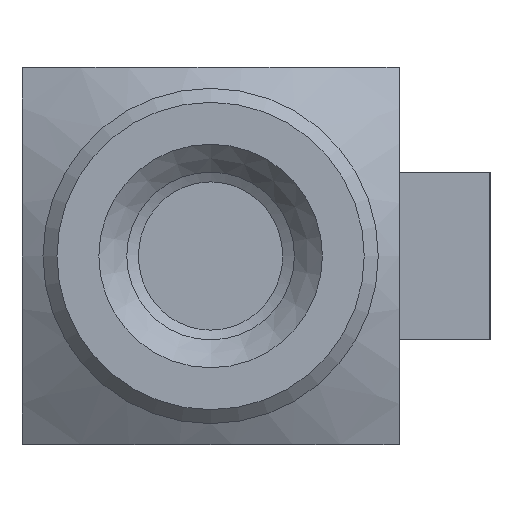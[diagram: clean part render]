
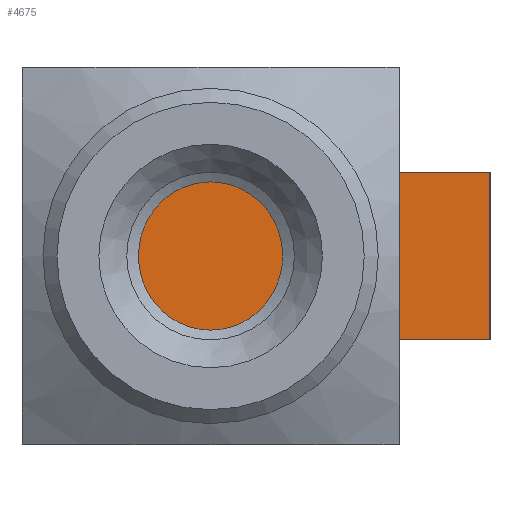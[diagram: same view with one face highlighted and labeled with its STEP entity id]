
A CAD part, left-side view. The second image highlights one B-rep face of the part: STEP entity #4675.
In plain terms, the highlighted planar face has unit normal (-1, 0, 0).
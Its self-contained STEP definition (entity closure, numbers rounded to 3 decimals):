
#3789 = PLANE('',#3790);
#3790 = AXIS2_PLACEMENT_3D('',#3791,#3792,#3793);
#3791 = CARTESIAN_POINT('',(-25.,-20.,0.));
#3792 = DIRECTION('',(0.,-1.,0.));
#3793 = DIRECTION('',(1.,0.,0.));
#3835 = VERTEX_POINT('',#3836);
#3836 = CARTESIAN_POINT('',(-25.,-20.,6.));
#3850 = PLANE('',#3851);
#3851 = AXIS2_PLACEMENT_3D('',#3852,#3853,#3854);
#3852 = CARTESIAN_POINT('',(0.,-4.,6.));
#3853 = DIRECTION('',(0.,0.,1.));
#3854 = DIRECTION('',(1.,0.,-0.));
#3862 = EDGE_CURVE('',#3835,#3863,#3865,.T.);
#3863 = VERTEX_POINT('',#3864);
#3864 = CARTESIAN_POINT('',(-25.,-20.,-6.));
#3865 = SURFACE_CURVE('',#3866,(#3870,#3877),.PCURVE_S1.);
#3866 = LINE('',#3867,#3868);
#3867 = CARTESIAN_POINT('',(-25.,-20.,0.));
#3868 = VECTOR('',#3869,1.);
#3869 = DIRECTION('',(0.,0.,-1.));
#3870 = PCURVE('',#3789,#3871);
#3871 = DEFINITIONAL_REPRESENTATION('',(#3872),#3876);
#3872 = LINE('',#3873,#3874);
#3873 = CARTESIAN_POINT('',(0.,0.));
#3874 = VECTOR('',#3875,1.);
#3875 = DIRECTION('',(0.,-1.));
#3876 = ( GEOMETRIC_REPRESENTATION_CONTEXT(2) 
PARAMETRIC_REPRESENTATION_CONTEXT() REPRESENTATION_CONTEXT('2D SPACE',''
  ) );
#3877 = PCURVE('',#3878,#3883);
#3878 = PLANE('',#3879);
#3879 = AXIS2_PLACEMENT_3D('',#3880,#3881,#3882);
#3880 = CARTESIAN_POINT('',(-25.,12.,0.));
#3881 = DIRECTION('',(-1.,0.,0.));
#3882 = DIRECTION('',(0.,-1.,0.));
#3883 = DEFINITIONAL_REPRESENTATION('',(#3884),#3888);
#3884 = LINE('',#3885,#3886);
#3885 = CARTESIAN_POINT('',(32.,0.));
#3886 = VECTOR('',#3887,1.);
#3887 = DIRECTION('',(0.,-1.));
#3888 = ( GEOMETRIC_REPRESENTATION_CONTEXT(2) 
PARAMETRIC_REPRESENTATION_CONTEXT() REPRESENTATION_CONTEXT('2D SPACE',''
  ) );
#3904 = PLANE('',#3905);
#3905 = AXIS2_PLACEMENT_3D('',#3906,#3907,#3908);
#3906 = CARTESIAN_POINT('',(0.,-4.,-6.));
#3907 = DIRECTION('',(0.,0.,-1.));
#3908 = DIRECTION('',(-1.,0.,0.));
#4331 = EDGE_CURVE('',#3863,#4332,#4334,.T.);
#4332 = VERTEX_POINT('',#4333);
#4333 = CARTESIAN_POINT('',(-25.,12.,-6.));
#4334 = SURFACE_CURVE('',#4335,(#4339,#4346),.PCURVE_S1.);
#4335 = LINE('',#4336,#4337);
#4336 = CARTESIAN_POINT('',(-25.,12.,-6.));
#4337 = VECTOR('',#4338,1.);
#4338 = DIRECTION('',(0.,1.,0.));
#4339 = PCURVE('',#3904,#4340);
#4340 = DEFINITIONAL_REPRESENTATION('',(#4341),#4345);
#4341 = LINE('',#4342,#4343);
#4342 = CARTESIAN_POINT('',(25.,16.));
#4343 = VECTOR('',#4344,1.);
#4344 = DIRECTION('',(0.,1.));
#4345 = ( GEOMETRIC_REPRESENTATION_CONTEXT(2) 
PARAMETRIC_REPRESENTATION_CONTEXT() REPRESENTATION_CONTEXT('2D SPACE',''
  ) );
#4346 = PCURVE('',#3878,#4347);
#4347 = DEFINITIONAL_REPRESENTATION('',(#4348),#4352);
#4348 = LINE('',#4349,#4350);
#4349 = CARTESIAN_POINT('',(0.,-6.));
#4350 = VECTOR('',#4351,1.);
#4351 = DIRECTION('',(-1.,0.));
#4352 = ( GEOMETRIC_REPRESENTATION_CONTEXT(2) 
PARAMETRIC_REPRESENTATION_CONTEXT() REPRESENTATION_CONTEXT('2D SPACE',''
  ) );
#4370 = PLANE('',#4371);
#4371 = AXIS2_PLACEMENT_3D('',#4372,#4373,#4374);
#4372 = CARTESIAN_POINT('',(25.,12.,0.));
#4373 = DIRECTION('',(0.,1.,0.));
#4374 = DIRECTION('',(-1.,0.,0.));
#4484 = VERTEX_POINT('',#4485);
#4485 = CARTESIAN_POINT('',(-25.,12.,6.));
#4506 = EDGE_CURVE('',#4484,#3835,#4507,.T.);
#4507 = SURFACE_CURVE('',#4508,(#4512,#4519),.PCURVE_S1.);
#4508 = LINE('',#4509,#4510);
#4509 = CARTESIAN_POINT('',(-25.,12.,6.));
#4510 = VECTOR('',#4511,1.);
#4511 = DIRECTION('',(0.,-1.,0.));
#4512 = PCURVE('',#3850,#4513);
#4513 = DEFINITIONAL_REPRESENTATION('',(#4514),#4518);
#4514 = LINE('',#4515,#4516);
#4515 = CARTESIAN_POINT('',(-25.,16.));
#4516 = VECTOR('',#4517,1.);
#4517 = DIRECTION('',(0.,-1.));
#4518 = ( GEOMETRIC_REPRESENTATION_CONTEXT(2) 
PARAMETRIC_REPRESENTATION_CONTEXT() REPRESENTATION_CONTEXT('2D SPACE',''
  ) );
#4519 = PCURVE('',#3878,#4520);
#4520 = DEFINITIONAL_REPRESENTATION('',(#4521),#4525);
#4521 = LINE('',#4522,#4523);
#4522 = CARTESIAN_POINT('',(0.,6.));
#4523 = VECTOR('',#4524,1.);
#4524 = DIRECTION('',(1.,0.));
#4525 = ( GEOMETRIC_REPRESENTATION_CONTEXT(2) 
PARAMETRIC_REPRESENTATION_CONTEXT() REPRESENTATION_CONTEXT('2D SPACE',''
  ) );
#4675 = ADVANCED_FACE('',(#4676),#3878,.T.);
#4676 = FACE_BOUND('',#4677,.T.);
#4677 = EDGE_LOOP('',(#4678,#4679,#4680,#4701));
#4678 = ORIENTED_EDGE('',*,*,#3862,.F.);
#4679 = ORIENTED_EDGE('',*,*,#4506,.F.);
#4680 = ORIENTED_EDGE('',*,*,#4681,.F.);
#4681 = EDGE_CURVE('',#4332,#4484,#4682,.T.);
#4682 = SURFACE_CURVE('',#4683,(#4687,#4694),.PCURVE_S1.);
#4683 = LINE('',#4684,#4685);
#4684 = CARTESIAN_POINT('',(-25.,12.,0.));
#4685 = VECTOR('',#4686,1.);
#4686 = DIRECTION('',(0.,0.,1.));
#4687 = PCURVE('',#3878,#4688);
#4688 = DEFINITIONAL_REPRESENTATION('',(#4689),#4693);
#4689 = LINE('',#4690,#4691);
#4690 = CARTESIAN_POINT('',(0.,0.));
#4691 = VECTOR('',#4692,1.);
#4692 = DIRECTION('',(0.,1.));
#4693 = ( GEOMETRIC_REPRESENTATION_CONTEXT(2) 
PARAMETRIC_REPRESENTATION_CONTEXT() REPRESENTATION_CONTEXT('2D SPACE',''
  ) );
#4694 = PCURVE('',#4370,#4695);
#4695 = DEFINITIONAL_REPRESENTATION('',(#4696),#4700);
#4696 = LINE('',#4697,#4698);
#4697 = CARTESIAN_POINT('',(50.,0.));
#4698 = VECTOR('',#4699,1.);
#4699 = DIRECTION('',(0.,1.));
#4700 = ( GEOMETRIC_REPRESENTATION_CONTEXT(2) 
PARAMETRIC_REPRESENTATION_CONTEXT() REPRESENTATION_CONTEXT('2D SPACE',''
  ) );
#4701 = ORIENTED_EDGE('',*,*,#4331,.F.);
